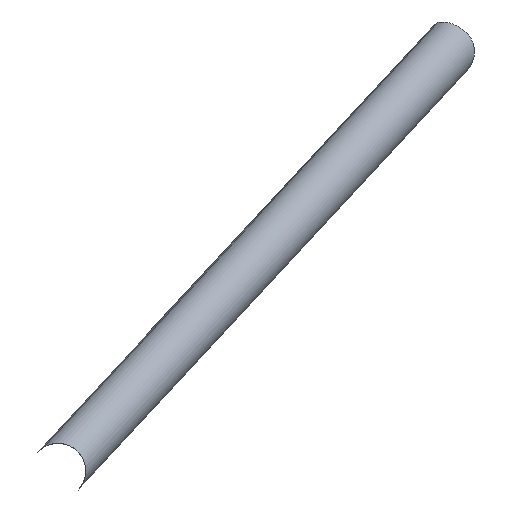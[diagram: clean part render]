
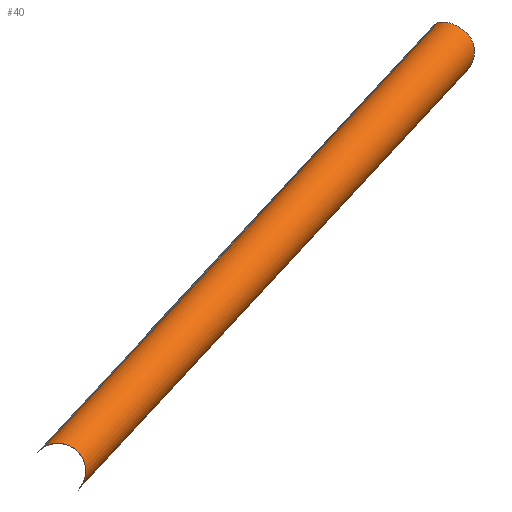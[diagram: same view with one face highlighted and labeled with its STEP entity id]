
A CAD part, front view. The second image highlights one B-rep face of the part: STEP entity #40.
In plain terms, the highlighted cylindrical face has radius 7.5 mm (diameter 15 mm), a partial arc.
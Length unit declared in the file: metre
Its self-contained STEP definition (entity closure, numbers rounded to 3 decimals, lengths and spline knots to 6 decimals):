
#40=ADVANCED_FACE('0:102',(#77),#78,.T.);
#77=FACE_OUTER_BOUND('',#107,.T.);
#78=CYLINDRICAL_SURFACE('',#108,0.0075);
#107=EDGE_LOOP('',(#164,#165,#166,#167,#168,#169,#170));
#108=AXIS2_PLACEMENT_3D('',#171,#172,#173);
#164=ORIENTED_EDGE('',*,*,#213,.T.);
#165=ORIENTED_EDGE('',*,*,#199,.T.);
#166=ORIENTED_EDGE('',*,*,#198,.F.);
#167=ORIENTED_EDGE('',*,*,#223,.F.);
#168=ORIENTED_EDGE('',*,*,#224,.T.);
#169=ORIENTED_EDGE('',*,*,#216,.T.);
#170=ORIENTED_EDGE('',*,*,#219,.T.);
#171=CARTESIAN_POINT('',(-1.55884,0.222121,0.295101));
#172=DIRECTION('',(0.557,0.575,0.6));
#173=DIRECTION('',(-0.6,-0.221,0.769));
#198=EDGE_CURVE('0:123',#230,#233,#234,.T.);
#199=EDGE_CURVE('',#235,#233,#236,.T.);
#213=EDGE_CURVE('',#259,#235,#260,.T.);
#216=EDGE_CURVE('',#265,#263,#266,.T.);
#219=EDGE_CURVE('',#263,#259,#269,.F.);
#223=EDGE_CURVE('0:126',#274,#230,#275,.T.);
#224=EDGE_CURVE('0:129',#274,#265,#276,.T.);
#230=VERTEX_POINT('',#282);
#233=VERTEX_POINT('',#286);
#234=ELLIPSE('',#287,0.008453,0.0075);
#235=VERTEX_POINT('',#288);
#236=ELLIPSE('',#289,0.008453,0.0075);
#259=VERTEX_POINT('',#502);
#260=LINE('',#503,#504);
#263=VERTEX_POINT('',#521);
#265=VERTEX_POINT('',#537);
#266=LINE('',#538,#539);
#269=B_SPLINE_CURVE_WITH_KNOTS('',5,(#569,#570,#571,#572,#573,#574,#575,#576,#577,#578,#579,#580,#581,#582,#583,#584,#585,#586,#587,#588,#589,#590,#591,#592,#593,#594),.UNSPECIFIED.,.F.,.F.,(6,3,3,5,3,3,3,6),(-52.684295,-48.780806,-43.490588,-36.002079,-28.912789,-25.0088,-20.024216,-17.790881),.UNSPECIFIED.);
#274=VERTEX_POINT('',#650);
#275=B_SPLINE_CURVE_WITH_KNOTS('',5,(#651,#652,#653,#654,#655,#656,#657,#658,#659,#660,#661,#662),.UNSPECIFIED.,.F.,.F.,(6,3,3,6),(0.0,1.105806,2.211612,9.064349),.UNSPECIFIED.);
#276=B_SPLINE_CURVE_WITH_KNOTS('',3,(#663,#664,#665,#666,#667,#668,#669,#670,#671,#672,#673,#674,#675,#676,#677,#678,#679,#680,#681,#682,#683,#684,#685,#686,#687,#688,#689,#690),.UNSPECIFIED.,.F.,.F.,(4,3,3,3,3,3,3,3,3,4),(0.0,0.000012,0.000182,0.008167,1.165684,2.390589,3.960618,10.237242,15.609476,15.987579),.UNSPECIFIED.);
#282=CARTESIAN_POINT('',(-1.572779,0.197348,0.272));
#286=CARTESIAN_POINT('',(-1.57388,0.196247,0.275912));
#287=AXIS2_PLACEMENT_3D('',#699,#700,#701);
#288=CARTESIAN_POINT('',(-1.584191,0.198945,0.278399));
#289=AXIS2_PLACEMENT_3D('',#702,#703,#704);
#502=CARTESIAN_POINT('',(-1.47768,0.308849,0.393168));
#503=CARTESIAN_POINT('',(-1.56334,0.220461,0.300867));
#504=VECTOR('',#714,1.0);
#521=CARTESIAN_POINT('',(-1.471407,0.309357,0.378698));
#537=CARTESIAN_POINT('',(-1.573607,0.203903,0.268575));
#538=CARTESIAN_POINT('',(-1.554341,0.223782,0.289335));
#539=VECTOR('',#715,1.0);
#569=CARTESIAN_POINT('',(-1.47768,0.308849,0.393168));
#570=CARTESIAN_POINT('',(-1.477373,0.308385,0.393274));
#571=CARTESIAN_POINT('',(-1.477031,0.307935,0.393341));
#572=CARTESIAN_POINT('',(-1.476658,0.307506,0.393371));
#573=CARTESIAN_POINT('',(-1.475711,0.306561,0.393351));
#574=CARTESIAN_POINT('',(-1.474638,0.305797,0.393129));
#575=CARTESIAN_POINT('',(-1.473993,0.305428,0.392936));
#576=CARTESIAN_POINT('',(-1.472413,0.304718,0.392323));
#577=CARTESIAN_POINT('',(-1.470887,0.304432,0.391371));
#578=CARTESIAN_POINT('',(-1.470062,0.304403,0.390705));
#579=CARTESIAN_POINT('',(-1.469368,0.304484,0.389938));
#580=CARTESIAN_POINT('',(-1.468832,0.30464,0.389104));
#581=CARTESIAN_POINT('',(-1.468326,0.304788,0.388316));
#582=CARTESIAN_POINT('',(-1.467943,0.305009,0.387439));
#583=CARTESIAN_POINT('',(-1.467732,0.305284,0.386495));
#584=CARTESIAN_POINT('',(-1.467666,0.305754,0.385011));
#585=CARTESIAN_POINT('',(-1.467947,0.306289,0.383569));
#586=CARTESIAN_POINT('',(-1.468087,0.306487,0.383066));
#587=CARTESIAN_POINT('',(-1.468488,0.306958,0.381956));
#588=CARTESIAN_POINT('',(-1.469063,0.307481,0.38094));
#589=CARTESIAN_POINT('',(-1.469435,0.307794,0.380407));
#590=CARTESIAN_POINT('',(-1.470039,0.308281,0.379705));
#591=CARTESIAN_POINT('',(-1.470726,0.308822,0.379136));
#592=CARTESIAN_POINT('',(-1.470947,0.308995,0.378974));
#593=CARTESIAN_POINT('',(-1.471174,0.309174,0.378827));
#594=CARTESIAN_POINT('',(-1.471407,0.309357,0.378698));
#650=CARTESIAN_POINT('',(-1.574782,0.2,0.266898));
#651=CARTESIAN_POINT('',(-1.574782,0.2,0.266898));
#652=CARTESIAN_POINT('',(-1.574685,0.199927,0.267002));
#653=CARTESIAN_POINT('',(-1.574592,0.199853,0.267108));
#654=CARTESIAN_POINT('',(-1.57452,0.199795,0.267194));
#655=CARTESIAN_POINT('',(-1.574397,0.199694,0.267344));
#656=CARTESIAN_POINT('',(-1.574279,0.199594,0.267498));
#657=CARTESIAN_POINT('',(-1.574212,0.199536,0.267588));
#658=CARTESIAN_POINT('',(-1.573625,0.199011,0.268419));
#659=CARTESIAN_POINT('',(-1.57318,0.1985,0.269348));
#660=CARTESIAN_POINT('',(-1.572914,0.198079,0.270207));
#661=CARTESIAN_POINT('',(-1.572779,0.197691,0.271099));
#662=CARTESIAN_POINT('',(-1.572779,0.197348,0.272));
#663=CARTESIAN_POINT('',(-1.574782,0.200001,0.266897));
#664=CARTESIAN_POINT('',(-1.574781,0.2,0.266899));
#665=CARTESIAN_POINT('',(-1.574782,0.2,0.266898));
#666=CARTESIAN_POINT('',(-1.574782,0.2,0.266898));
#667=CARTESIAN_POINT('',(-1.574781,0.2,0.266899));
#668=CARTESIAN_POINT('',(-1.574782,0.2,0.266898));
#669=CARTESIAN_POINT('',(-1.574782,0.2,0.266898));
#670=CARTESIAN_POINT('',(-1.574781,0.200002,0.266899));
#671=CARTESIAN_POINT('',(-1.57478,0.200003,0.266899));
#672=CARTESIAN_POINT('',(-1.57478,0.200005,0.2669));
#673=CARTESIAN_POINT('',(-1.574694,0.200248,0.266993));
#674=CARTESIAN_POINT('',(-1.574612,0.200487,0.267086));
#675=CARTESIAN_POINT('',(-1.574534,0.200719,0.267178));
#676=CARTESIAN_POINT('',(-1.574452,0.200964,0.267276));
#677=CARTESIAN_POINT('',(-1.574373,0.201208,0.267376));
#678=CARTESIAN_POINT('',(-1.574293,0.201463,0.267482));
#679=CARTESIAN_POINT('',(-1.57419,0.20179,0.267618));
#680=CARTESIAN_POINT('',(-1.57409,0.202122,0.267761));
#681=CARTESIAN_POINT('',(-1.573995,0.202451,0.267906));
#682=CARTESIAN_POINT('',(-1.573616,0.203767,0.268488));
#683=CARTESIAN_POINT('',(-1.573309,0.205075,0.269131));
#684=CARTESIAN_POINT('',(-1.573095,0.206361,0.269844));
#685=CARTESIAN_POINT('',(-1.572912,0.20746,0.270454));
#686=CARTESIAN_POINT('',(-1.572796,0.208548,0.271117));
#687=CARTESIAN_POINT('',(-1.572781,0.209594,0.271845));
#688=CARTESIAN_POINT('',(-1.57278,0.209668,0.271897));
#689=CARTESIAN_POINT('',(-1.572779,0.209741,0.271948));
#690=CARTESIAN_POINT('',(-1.572779,0.209814,0.272));
#699=CARTESIAN_POINT('',(-1.580279,0.2,0.272));
#700=DIRECTION('',(-0.314,-0.887,-0.338));
#701=DIRECTION('',(-0.604,0.461,-0.65));
#702=CARTESIAN_POINT('',(-1.580279,0.2,0.272));
#703=DIRECTION('',(0.314,0.887,0.338));
#704=DIRECTION('',(0.604,-0.461,0.65));
#714=DIRECTION('',(-0.557,-0.575,-0.6));
#715=DIRECTION('',(0.557,0.575,0.6));
